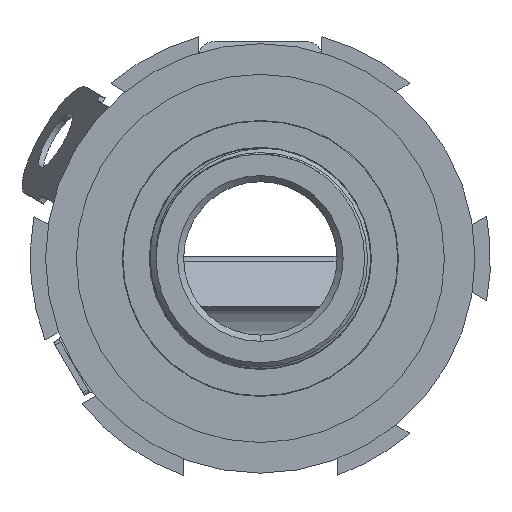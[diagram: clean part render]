
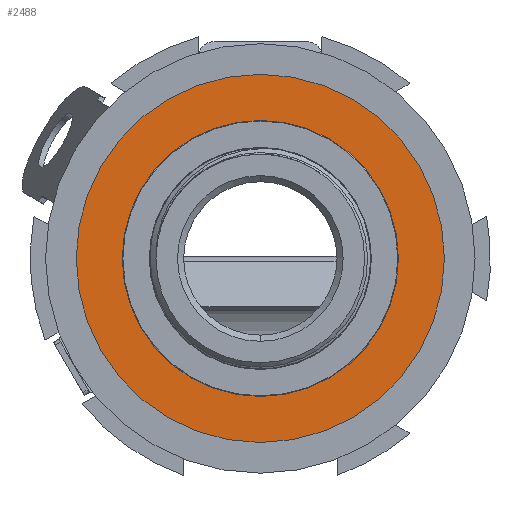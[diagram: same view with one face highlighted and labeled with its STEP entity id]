
A CAD part, front view. The second image highlights one B-rep face of the part: STEP entity #2488.
In plain terms, the highlighted planar face has unit normal (0, -1, 0).
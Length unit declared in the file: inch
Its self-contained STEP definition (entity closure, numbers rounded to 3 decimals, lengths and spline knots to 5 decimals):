
#86 = DIRECTION ( 'NONE',  ( 0., 0., 1. ) ) ;
#312 = CIRCLE ( 'NONE', #4077, 0.3 ) ;
#357 = DIRECTION ( 'NONE',  ( 0., 0., 1. ) ) ;
#1136 = CARTESIAN_POINT ( 'NONE',  ( 0., 0.2925, 0.2 ) ) ;
#1343 = EDGE_CURVE ( 'NONE', #3659, #8331, #2024, .T. ) ;
#1397 = DIRECTION ( 'NONE',  ( 0., 0., 1. ) ) ;
#2024 = CIRCLE ( 'NONE', #3678, 0.2 ) ;
#2129 = CIRCLE ( 'NONE', #6965, 0.3 ) ;
#2170 = CIRCLE ( 'NONE', #3690, 0.2 ) ;
#2292 = CARTESIAN_POINT ( 'NONE',  ( 0., 0.2925, 0. ) ) ;
#2296 = FACE_BOUND ( 'NONE', #8489, .T. ) ;
#2488 = ADVANCED_FACE ( 'NONE', ( #3897, #2296 ), #7771, .F. ) ;
#2967 = DIRECTION ( 'NONE',  ( 0., 0., 1. ) ) ;
#3473 = EDGE_CURVE ( 'NONE', #8331, #3659, #2170, .T. ) ;
#3537 = DIRECTION ( 'NONE',  ( 0., 1., 0. ) ) ;
#3659 = VERTEX_POINT ( 'NONE', #1136 ) ;
#3678 = AXIS2_PLACEMENT_3D ( 'NONE', #8585, #4459, #357 ) ;
#3690 = AXIS2_PLACEMENT_3D ( 'NONE', #2292, #7109, #2967 ) ;
#3897 = FACE_OUTER_BOUND ( 'NONE', #8699, .T. ) ;
#4077 = AXIS2_PLACEMENT_3D ( 'NONE', #7674, #3537, #8348 ) ;
#4134 = CARTESIAN_POINT ( 'NONE',  ( 0., 0.2925, 0. ) ) ;
#4190 = DIRECTION ( 'NONE',  ( 0., 1., 0. ) ) ;
#4207 = ORIENTED_EDGE ( 'NONE', *, *, #1343, .T. ) ;
#4459 = DIRECTION ( 'NONE',  ( 0., 1., 0. ) ) ;
#5524 = DIRECTION ( 'NONE',  ( 0., 1., 0. ) ) ;
#6110 = CARTESIAN_POINT ( 'NONE',  ( 0., 0.2925, -0.2 ) ) ;
#6318 = ORIENTED_EDGE ( 'NONE', *, *, #8477, .F. ) ;
#6965 = AXIS2_PLACEMENT_3D ( 'NONE', #8318, #4190, #86 ) ;
#7109 = DIRECTION ( 'NONE',  ( 0., 1., 0. ) ) ;
#7557 = CARTESIAN_POINT ( 'NONE',  ( 0., 0.2925, 0.3 ) ) ;
#7559 = ORIENTED_EDGE ( 'NONE', *, *, #7810, .F. ) ;
#7660 = VERTEX_POINT ( 'NONE', #8855 ) ;
#7674 = CARTESIAN_POINT ( 'NONE',  ( 0., 0.2925, 0. ) ) ;
#7771 = PLANE ( 'NONE',  #8080 ) ;
#7810 = EDGE_CURVE ( 'NONE', #7660, #8414, #312, .T. ) ;
#8080 = AXIS2_PLACEMENT_3D ( 'NONE', #4134, #5524, #1397 ) ;
#8318 = CARTESIAN_POINT ( 'NONE',  ( 0., 0.2925, 0. ) ) ;
#8331 = VERTEX_POINT ( 'NONE', #6110 ) ;
#8348 = DIRECTION ( 'NONE',  ( 0., 0., 1. ) ) ;
#8414 = VERTEX_POINT ( 'NONE', #7557 ) ;
#8477 = EDGE_CURVE ( 'NONE', #8414, #7660, #2129, .T. ) ;
#8489 = EDGE_LOOP ( 'NONE', ( #8496, #4207 ) ) ;
#8496 = ORIENTED_EDGE ( 'NONE', *, *, #3473, .T. ) ;
#8585 = CARTESIAN_POINT ( 'NONE',  ( 0., 0.2925, 0. ) ) ;
#8699 = EDGE_LOOP ( 'NONE', ( #7559, #6318 ) ) ;
#8855 = CARTESIAN_POINT ( 'NONE',  ( 0., 0.2925, -0.3 ) ) ;
